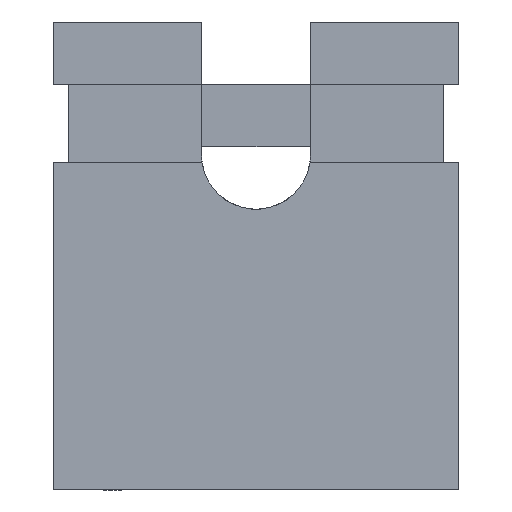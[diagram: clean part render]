
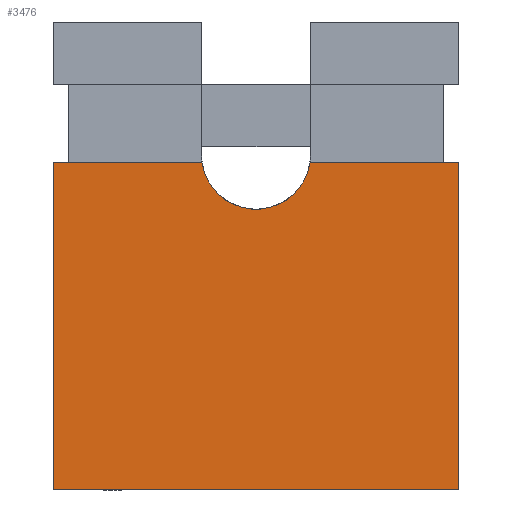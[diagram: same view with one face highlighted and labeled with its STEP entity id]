
A CAD part, front view. The second image highlights one B-rep face of the part: STEP entity #3476.
In plain terms, the highlighted planar face has unit normal (0, -1, 0).
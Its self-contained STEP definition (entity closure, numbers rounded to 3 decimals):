
#224=CIRCLE('',#3705,0.7);
#318=FACE_OUTER_BOUND('',#525,.T.);
#525=EDGE_LOOP('',(#2389,#2390,#2391,#2392,#2393,#2394));
#791=LINE('',#5131,#1201);
#792=LINE('',#5133,#1202);
#793=LINE('',#5135,#1203);
#794=LINE('',#5137,#1204);
#795=LINE('',#5138,#1205);
#1201=VECTOR('',#4095,1.);
#1202=VECTOR('',#4096,1.);
#1203=VECTOR('',#4097,1.);
#1204=VECTOR('',#4098,1.);
#1205=VECTOR('',#4099,1.);
#1603=VERTEX_POINT('',#5127);
#1604=VERTEX_POINT('',#5128);
#1605=VERTEX_POINT('',#5130);
#1606=VERTEX_POINT('',#5132);
#1607=VERTEX_POINT('',#5134);
#1608=VERTEX_POINT('',#5136);
#1881=EDGE_CURVE('',#1603,#1604,#224,.F.);
#1882=EDGE_CURVE('',#1604,#1605,#791,.F.);
#1883=EDGE_CURVE('',#1606,#1605,#792,.T.);
#1884=EDGE_CURVE('',#1606,#1607,#793,.T.);
#1885=EDGE_CURVE('',#1607,#1608,#794,.T.);
#1886=EDGE_CURVE('',#1608,#1603,#795,.F.);
#2389=ORIENTED_EDGE('',*,*,#1881,.T.);
#2390=ORIENTED_EDGE('',*,*,#1882,.T.);
#2391=ORIENTED_EDGE('',*,*,#1883,.F.);
#2392=ORIENTED_EDGE('',*,*,#1884,.T.);
#2393=ORIENTED_EDGE('',*,*,#1885,.T.);
#2394=ORIENTED_EDGE('',*,*,#1886,.T.);
#3301=PLANE('',#3704);
#3476=ADVANCED_FACE('',(#318),#3301,.T.);
#3704=AXIS2_PLACEMENT_3D('',#5126,#4091,#4092);
#3705=AXIS2_PLACEMENT_3D('',#5129,#4093,#4094);
#4091=DIRECTION('center_axis',(0.,-1.,0.));
#4092=DIRECTION('ref_axis',(1.,0.,0.));
#4093=DIRECTION('center_axis',(0.,-1.,0.));
#4094=DIRECTION('ref_axis',(-0.99,0.,-0.143));
#4095=DIRECTION('',(1.,0.,0.));
#4096=DIRECTION('',(0.,0.,1.));
#4097=DIRECTION('',(1.,0.,0.));
#4098=DIRECTION('',(0.,0.,1.));
#4099=DIRECTION('',(1.,0.,0.));
#5126=CARTESIAN_POINT('Origin',(-2.6,-1.2,2.5));
#5127=CARTESIAN_POINT('',(0.693,-1.2,6.7));
#5128=CARTESIAN_POINT('',(-0.693,-1.2,6.7));
#5129=CARTESIAN_POINT('Origin',(0.,-1.2,6.8));
#5130=CARTESIAN_POINT('',(-2.6,-1.2,6.7));
#5131=CARTESIAN_POINT('',(-2.6,-1.2,6.7));
#5132=CARTESIAN_POINT('',(-2.6,-1.2,2.5));
#5133=CARTESIAN_POINT('',(-2.6,-1.2,2.5));
#5134=CARTESIAN_POINT('',(2.6,-1.2,2.5));
#5135=CARTESIAN_POINT('',(-2.6,-1.2,2.5));
#5136=CARTESIAN_POINT('',(2.6,-1.2,6.7));
#5137=CARTESIAN_POINT('',(2.6,-1.2,2.5));
#5138=CARTESIAN_POINT('',(0.693,-1.2,6.7));
